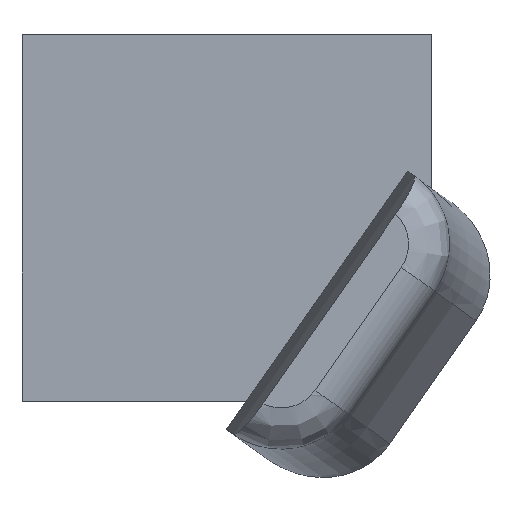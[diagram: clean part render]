
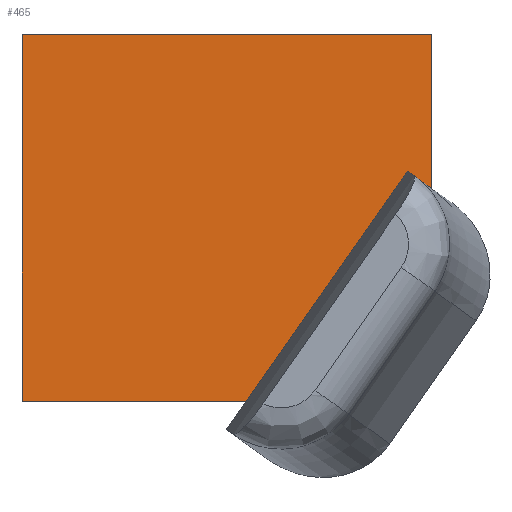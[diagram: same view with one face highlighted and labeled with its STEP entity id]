
A CAD part, top view. The second image highlights one B-rep face of the part: STEP entity #465.
In plain terms, the highlighted planar face has unit normal (0, 0, 1).
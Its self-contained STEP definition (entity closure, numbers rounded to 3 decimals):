
#47=FACE_OUTER_BOUND('',#75,.T.);
#75=EDGE_LOOP('',(#338,#339,#340,#341,#342));
#116=LINE('',#718,#163);
#122=LINE('',#730,#169);
#125=LINE('',#739,#172);
#126=LINE('',#741,#173);
#127=LINE('',#742,#174);
#163=VECTOR('',#566,10.);
#169=VECTOR('',#574,10.);
#172=VECTOR('',#581,10.);
#173=VECTOR('',#582,10.);
#174=VECTOR('',#583,10.);
#212=VERTEX_POINT('',#714);
#213=VERTEX_POINT('',#716);
#218=VERTEX_POINT('',#728);
#222=VERTEX_POINT('',#738);
#223=VERTEX_POINT('',#740);
#257=EDGE_CURVE('',#212,#213,#116,.T.);
#263=EDGE_CURVE('',#218,#213,#122,.T.);
#267=EDGE_CURVE('',#222,#218,#125,.T.);
#268=EDGE_CURVE('',#222,#223,#126,.T.);
#269=EDGE_CURVE('',#212,#223,#127,.T.);
#338=ORIENTED_EDGE('',*,*,#263,.F.);
#339=ORIENTED_EDGE('',*,*,#267,.F.);
#340=ORIENTED_EDGE('',*,*,#268,.T.);
#341=ORIENTED_EDGE('',*,*,#269,.F.);
#342=ORIENTED_EDGE('',*,*,#257,.T.);
#447=PLANE('',#511);
#465=ADVANCED_FACE('',(#47),#447,.T.);
#511=AXIS2_PLACEMENT_3D('',#737,#579,#580);
#566=DIRECTION('',(0.,1.,0.));
#574=DIRECTION('',(1.,0.,0.));
#579=DIRECTION('center_axis',(0.,0.,1.));
#580=DIRECTION('ref_axis',(1.,0.,0.));
#581=DIRECTION('',(0.,1.,0.));
#582=DIRECTION('',(1.,0.,0.));
#583=DIRECTION('',(-0.574,-0.819,0.));
#714=CARTESIAN_POINT('',(16.822,10.606,7.576));
#716=CARTESIAN_POINT('',(16.822,16.198,7.576));
#718=CARTESIAN_POINT('',(16.822,16.198,7.576));
#728=CARTESIAN_POINT('',(1.976,16.198,7.576));
#730=CARTESIAN_POINT('',(1.976,16.198,7.576));
#737=CARTESIAN_POINT('Origin',(1.976,2.898,7.576));
#738=CARTESIAN_POINT('',(1.976,2.898,7.576));
#739=CARTESIAN_POINT('',(1.976,2.898,7.576));
#740=CARTESIAN_POINT('',(11.425,2.898,7.576));
#741=CARTESIAN_POINT('',(1.976,2.898,7.576));
#742=CARTESIAN_POINT('',(11.153,2.51,7.576));
